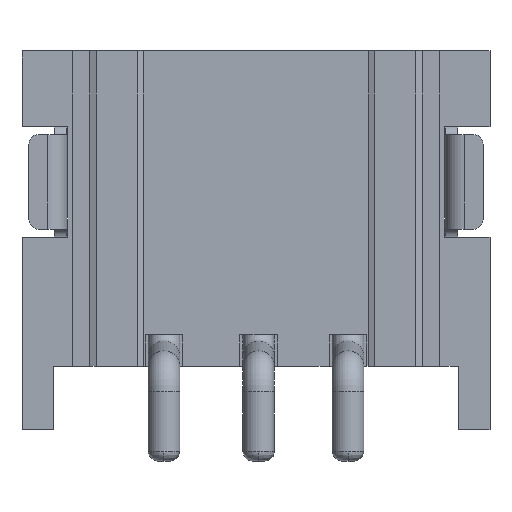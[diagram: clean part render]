
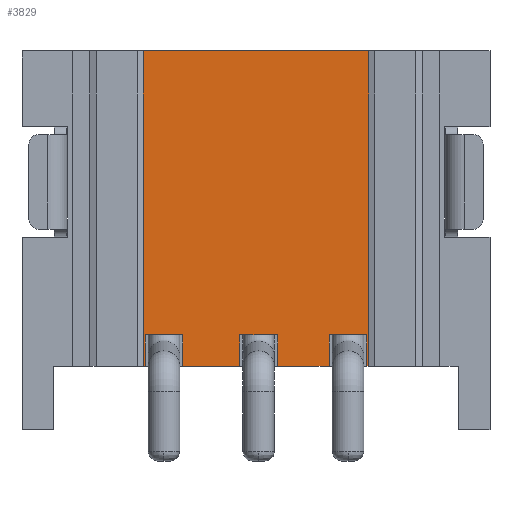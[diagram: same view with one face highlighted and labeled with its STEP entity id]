
A CAD part, front view. The second image highlights one B-rep face of the part: STEP entity #3829.
In plain terms, the highlighted planar face has unit normal (0, -1, 0).
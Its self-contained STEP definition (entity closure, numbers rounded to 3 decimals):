
#2=DIRECTION('',(1.,0.,0.));
#3=VECTOR('',#2,0.817);
#4=CARTESIAN_POINT('',(315.405,-60.455,-5.5));
#5=LINE('',#4,#3);
#50=DIRECTION('',(1.,0.,0.));
#51=VECTOR('',#50,0.9);
#52=CARTESIAN_POINT('',(313.905,-60.455,-5.5));
#53=LINE('',#52,#51);
#58=DIRECTION('',(1.,0.,0.));
#59=VECTOR('',#58,3.567);
#60=CARTESIAN_POINT('',(313.28,-60.455,-0.5));
#61=LINE('',#60,#59);
#62=DIRECTION('',(0.,0.,1.));
#63=VECTOR('',#62,5.);
#64=CARTESIAN_POINT('',(316.847,-60.455,-5.5));
#65=LINE('',#64,#63);
#66=DIRECTION('',(1.,0.,0.));
#67=VECTOR('',#66,0.025);
#68=CARTESIAN_POINT('',(316.822,-60.455,-5.5));
#69=LINE('',#68,#67);
#70=DIRECTION('',(0.,0.,-1.));
#71=VECTOR('',#70,0.5);
#72=CARTESIAN_POINT('',(316.822,-60.455,-5.));
#73=LINE('',#72,#71);
#74=DIRECTION('',(1.,0.,0.));
#75=VECTOR('',#74,0.6);
#76=CARTESIAN_POINT('',(316.222,-60.455,-5.));
#77=LINE('',#76,#75);
#78=DIRECTION('',(0.,0.,1.));
#79=VECTOR('',#78,0.5);
#80=CARTESIAN_POINT('',(316.222,-60.455,-5.5));
#81=LINE('',#80,#79);
#82=DIRECTION('',(0.,0.,-1.));
#83=VECTOR('',#82,0.5);
#84=CARTESIAN_POINT('',(315.405,-60.455,-5.));
#85=LINE('',#84,#83);
#86=DIRECTION('',(1.,0.,0.));
#87=VECTOR('',#86,0.6);
#88=CARTESIAN_POINT('',(314.805,-60.455,-5.));
#89=LINE('',#88,#87);
#90=DIRECTION('',(0.,0.,1.));
#91=VECTOR('',#90,0.5);
#92=CARTESIAN_POINT('',(314.805,-60.455,-5.5));
#93=LINE('',#92,#91);
#94=DIRECTION('',(0.,0.,-1.));
#95=VECTOR('',#94,0.5);
#96=CARTESIAN_POINT('',(313.905,-60.455,-5.));
#97=LINE('',#96,#95);
#98=DIRECTION('',(1.,0.,0.));
#99=VECTOR('',#98,0.6);
#100=CARTESIAN_POINT('',(313.305,-60.455,-5.));
#101=LINE('',#100,#99);
#102=DIRECTION('',(0.,0.,1.));
#103=VECTOR('',#102,0.5);
#104=CARTESIAN_POINT('',(313.305,-60.455,-5.5));
#105=LINE('',#104,#103);
#106=DIRECTION('',(1.,0.,0.));
#107=VECTOR('',#106,0.025);
#108=CARTESIAN_POINT('',(313.28,-60.455,-5.5));
#109=LINE('',#108,#107);
#2134=DIRECTION('',(0.,0.,1.));
#2135=VECTOR('',#2134,5.);
#2136=CARTESIAN_POINT('',(313.28,-60.455,-5.5));
#2137=LINE('',#2136,#2135);
#2885=CARTESIAN_POINT('',(313.305,-60.455,
-5.));
#2887=VERTEX_POINT('',#2885);
#2890=CARTESIAN_POINT('',(313.305,-60.455,-5.5));
#2891=VERTEX_POINT('',#2890);
#2932=CARTESIAN_POINT('',(313.905,-60.455,
-5.));
#2933=CARTESIAN_POINT('',(313.905,-60.455,-5.5));
#2934=VERTEX_POINT('',#2932);
#2935=VERTEX_POINT('',#2933);
#2973=CARTESIAN_POINT('',(313.28,-60.455,-0.5));
#2975=VERTEX_POINT('',#2973);
#3004=CARTESIAN_POINT('',(313.28,-60.455,-5.5));
#3005=VERTEX_POINT('',#3004);
#3428=CARTESIAN_POINT('',(316.847,-60.455,-0.5));
#3430=VERTEX_POINT('',#3428);
#3434=CARTESIAN_POINT('',(316.847,-60.455,-5.5));
#3435=VERTEX_POINT('',#3434);
#3518=CARTESIAN_POINT('',(316.822,-60.455,
-5.));
#3519=CARTESIAN_POINT('',(316.822,-60.455,-5.5));
#3520=VERTEX_POINT('',#3518);
#3521=VERTEX_POINT('',#3519);
#3522=CARTESIAN_POINT('',(316.222,-60.455,
-5.));
#3523=VERTEX_POINT('',#3522);
#3524=CARTESIAN_POINT('',(316.222,-60.455,-5.5));
#3525=VERTEX_POINT('',#3524);
#3659=CARTESIAN_POINT('',(314.805,-60.455,
-5.));
#3660=VERTEX_POINT('',#3659);
#3661=CARTESIAN_POINT('',(314.805,-60.455,-5.5));
#3662=VERTEX_POINT('',#3661);
#3667=CARTESIAN_POINT('',(315.405,-60.455,
-5.));
#3668=VERTEX_POINT('',#3667);
#3674=CARTESIAN_POINT('',(315.405,-60.455,-5.5));
#3675=VERTEX_POINT('',#3674);
#3794=CARTESIAN_POINT('',(313.93,-60.455,-6.));
#3795=DIRECTION('',(0.,1.,0.));
#3796=DIRECTION('',(1.,0.,0.));
#3797=AXIS2_PLACEMENT_3D('',#3794,#3795,#3796);
#3798=PLANE('',#3797);
#3800=ORIENTED_EDGE('',*,*,#3799,.T.);
#3802=ORIENTED_EDGE('',*,*,#3801,.F.);
#3803=ORIENTED_EDGE('',*,*,#3735,.F.);
#3805=ORIENTED_EDGE('',*,*,#3804,.F.);
#3807=ORIENTED_EDGE('',*,*,#3806,.F.);
#3809=ORIENTED_EDGE('',*,*,#3808,.F.);
#3810=ORIENTED_EDGE('',*,*,#3727,.F.);
#3812=ORIENTED_EDGE('',*,*,#3811,.F.);
#3814=ORIENTED_EDGE('',*,*,#3813,.F.);
#3816=ORIENTED_EDGE('',*,*,#3815,.F.);
#3817=ORIENTED_EDGE('',*,*,#3783,.F.);
#3819=ORIENTED_EDGE('',*,*,#3818,.F.);
#3821=ORIENTED_EDGE('',*,*,#3820,.F.);
#3823=ORIENTED_EDGE('',*,*,#3822,.F.);
#3824=ORIENTED_EDGE('',*,*,#3775,.F.);
#3826=ORIENTED_EDGE('',*,*,#3825,.T.);
#3827=EDGE_LOOP('',(#3800,#3802,#3803,#3805,#3807,#3809,#3810,#3812,#3814,#3816,
#3817,#3819,#3821,#3823,#3824,#3826));
#3828=FACE_OUTER_BOUND('',#3827,.F.);
#3727=EDGE_CURVE('',#3675,#3525,#5,.T.);
#3735=EDGE_CURVE('',#3521,#3435,#69,.T.);
#3775=EDGE_CURVE('',#3005,#2891,#109,.T.);
#3783=EDGE_CURVE('',#2935,#3662,#53,.T.);
#3799=EDGE_CURVE('',#2975,#3430,#61,.T.);
#3801=EDGE_CURVE('',#3435,#3430,#65,.T.);
#3804=EDGE_CURVE('',#3520,#3521,#73,.T.);
#3806=EDGE_CURVE('',#3523,#3520,#77,.T.);
#3808=EDGE_CURVE('',#3525,#3523,#81,.T.);
#3811=EDGE_CURVE('',#3668,#3675,#85,.T.);
#3813=EDGE_CURVE('',#3660,#3668,#89,.T.);
#3815=EDGE_CURVE('',#3662,#3660,#93,.T.);
#3818=EDGE_CURVE('',#2934,#2935,#97,.T.);
#3820=EDGE_CURVE('',#2887,#2934,#101,.T.);
#3822=EDGE_CURVE('',#2891,#2887,#105,.T.);
#3825=EDGE_CURVE('',#3005,#2975,#2137,.T.);
#3829=ADVANCED_FACE('',(#3828),#3798,.F.);
